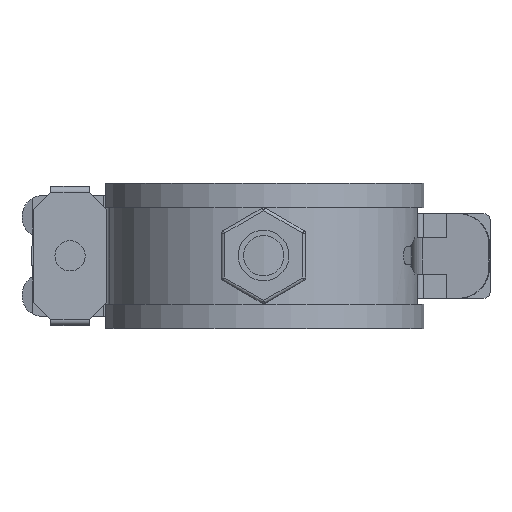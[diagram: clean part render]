
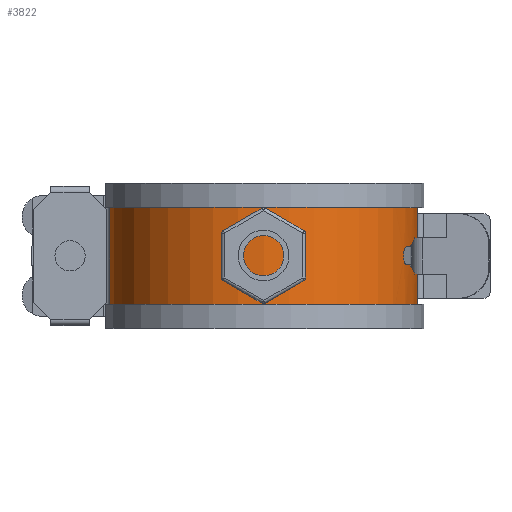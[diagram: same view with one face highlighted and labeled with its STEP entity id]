
A CAD part, top view. The second image highlights one B-rep face of the part: STEP entity #3822.
In plain terms, the highlighted cylindrical face has radius 25.5 mm (diameter 51 mm), a partial arc.
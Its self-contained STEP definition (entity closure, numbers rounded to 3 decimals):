
#36=B_SPLINE_CURVE_WITH_KNOTS('',3,(#6798,#6799,#6800,#6801),
 .UNSPECIFIED.,.F.,.F.,(4,4),(0.,0.001),.UNSPECIFIED.);
#37=B_SPLINE_CURVE_WITH_KNOTS('',3,(#6803,#6804,#6805,#6806),
 .UNSPECIFIED.,.F.,.F.,(4,4),(0.,1.),.UNSPECIFIED.);
#38=B_SPLINE_CURVE_WITH_KNOTS('',3,(#6808,#6809,#6810,#6811),
 .UNSPECIFIED.,.F.,.F.,(4,4),(0.003,0.005),
 .UNSPECIFIED.);
#42=ELLIPSE('',#4924,28.51,25.5);
#43=ELLIPSE('',#4927,28.51,25.5);
#307=LINE('',#6745,#667);
#308=LINE('',#6753,#668);
#319=LINE('',#6818,#679);
#320=LINE('',#6819,#680);
#321=LINE('',#6820,#681);
#667=VECTOR('',#5484,1000.);
#668=VECTOR('',#5493,1000.);
#679=VECTOR('',#5540,1000.);
#680=VECTOR('',#5541,1000.);
#681=VECTOR('',#5542,1000.);
#1157=ORIENTED_EDGE('',*,*,#2195,.T.);
#1158=ORIENTED_EDGE('',*,*,#2218,.T.);
#1159=ORIENTED_EDGE('',*,*,#2219,.T.);
#1160=ORIENTED_EDGE('',*,*,#2220,.T.);
#1161=ORIENTED_EDGE('',*,*,#2221,.T.);
#1162=ORIENTED_EDGE('',*,*,#2222,.F.);
#1163=ORIENTED_EDGE('',*,*,#2223,.T.);
#1164=ORIENTED_EDGE('',*,*,#2224,.T.);
#1165=ORIENTED_EDGE('',*,*,#2225,.T.);
#1166=ORIENTED_EDGE('',*,*,#2226,.T.);
#1167=ORIENTED_EDGE('',*,*,#2199,.T.);
#1168=ORIENTED_EDGE('',*,*,#2227,.F.);
#1169=ORIENTED_EDGE('',*,*,#2210,.T.);
#1170=ORIENTED_EDGE('',*,*,#2228,.F.);
#1171=ORIENTED_EDGE('',*,*,#2203,.F.);
#1172=ORIENTED_EDGE('',*,*,#2229,.T.);
#2195=EDGE_CURVE('',#2737,#2736,#307,.T.);
#2199=EDGE_CURVE('',#2738,#2739,#308,.T.);
#2203=EDGE_CURVE('',#2740,#2742,#3056,.T.);
#2210=EDGE_CURVE('',#2748,#2749,#3060,.T.);
#2218=EDGE_CURVE('',#2736,#2756,#3064,.T.);
#2219=EDGE_CURVE('',#2756,#2757,#42,.T.);
#2220=EDGE_CURVE('',#2757,#2758,#3065,.T.);
#2221=EDGE_CURVE('',#2758,#2759,#36,.T.);
#2222=EDGE_CURVE('',#2760,#2759,#37,.F.);
#2223=EDGE_CURVE('',#2760,#2761,#38,.T.);
#2224=EDGE_CURVE('',#2761,#2762,#3066,.T.);
#2225=EDGE_CURVE('',#2762,#2763,#43,.T.);
#2226=EDGE_CURVE('',#2763,#2738,#3067,.T.);
#2227=EDGE_CURVE('',#2748,#2739,#319,.F.);
#2228=EDGE_CURVE('',#2742,#2749,#320,.T.);
#2229=EDGE_CURVE('',#2740,#2737,#321,.T.);
#2736=VERTEX_POINT('',#6744);
#2737=VERTEX_POINT('',#6746);
#2738=VERTEX_POINT('',#6750);
#2739=VERTEX_POINT('',#6752);
#2740=VERTEX_POINT('',#6759);
#2742=VERTEX_POINT('',#6762);
#2748=VERTEX_POINT('',#6776);
#2749=VERTEX_POINT('',#6777);
#2756=VERTEX_POINT('',#6793);
#2757=VERTEX_POINT('',#6795);
#2758=VERTEX_POINT('',#6797);
#2759=VERTEX_POINT('',#6802);
#2760=VERTEX_POINT('',#6807);
#2761=VERTEX_POINT('',#6812);
#2762=VERTEX_POINT('',#6814);
#2763=VERTEX_POINT('',#6816);
#3056=CIRCLE('',#4913,25.5);
#3060=CIRCLE('',#4918,25.5);
#3064=CIRCLE('',#4923,25.5);
#3065=CIRCLE('',#4925,25.5);
#3066=CIRCLE('',#4926,25.5);
#3067=CIRCLE('',#4928,25.5);
#3236=EDGE_LOOP('',(#1157,#1158,#1159,#1160,#1161,#1162,#1163,#1164,#1165,
#1166,#1167,#1168,#1169,#1170,#1171,#1172));
#3496=FACE_BOUND('',#3236,.T.);
#3735=CYLINDRICAL_SURFACE('',#4922,25.5);
#3822=ADVANCED_FACE('',(#3496),#3735,.T.);
#4913=AXIS2_PLACEMENT_3D('',#6761,#5501,#5502);
#4918=AXIS2_PLACEMENT_3D('',#6775,#5514,#5515);
#4922=AXIS2_PLACEMENT_3D('',#6791,#5526,#5527);
#4923=AXIS2_PLACEMENT_3D('',#6792,#5528,#5529);
#4924=AXIS2_PLACEMENT_3D('',#6794,#5530,#5531);
#4925=AXIS2_PLACEMENT_3D('',#6796,#5532,#5533);
#4926=AXIS2_PLACEMENT_3D('',#6813,#5534,#5535);
#4927=AXIS2_PLACEMENT_3D('',#6815,#5536,#5537);
#4928=AXIS2_PLACEMENT_3D('',#6817,#5538,#5539);
#5484=DIRECTION('',(0.,1.,0.));
#5493=DIRECTION('',(0.,1.,0.));
#5501=DIRECTION('',(0.,-1.,0.));
#5502=DIRECTION('',(1.,0.,0.));
#5514=DIRECTION('',(0.,-1.,0.));
#5515=DIRECTION('',(1.,0.,0.));
#5526=DIRECTION('',(0.,1.,0.));
#5527=DIRECTION('',(0.,0.,1.));
#5528=DIRECTION('',(0.,-1.,0.));
#5529=DIRECTION('',(0.,0.,-1.));
#5530=DIRECTION('',(-0.184,-0.894,0.407));
#5531=DIRECTION('',(-0.369,0.447,0.815));
#5532=DIRECTION('',(0.,-1.,0.));
#5533=DIRECTION('',(0.,0.,-1.));
#5534=DIRECTION('',(0.,1.,0.));
#5535=DIRECTION('',(0.,0.,1.));
#5536=DIRECTION('',(-0.184,0.894,0.407));
#5537=DIRECTION('',(0.369,0.447,-0.815));
#5538=DIRECTION('',(0.,1.,0.));
#5539=DIRECTION('',(0.,0.,1.));
#5540=DIRECTION('',(0.,1.,0.));
#5541=DIRECTION('',(0.,1.,0.));
#5542=DIRECTION('',(0.,1.,0.));
#6744=CARTESIAN_POINT('',(25.427,-3.,1.925));
#6745=CARTESIAN_POINT('',(25.427,-10.,1.925));
#6746=CARTESIAN_POINT('',(25.427,-7.,1.925));
#6750=CARTESIAN_POINT('',(25.427,3.,1.925));
#6752=CARTESIAN_POINT('',(25.427,7.,1.925));
#6753=CARTESIAN_POINT('',(25.427,-10.,1.925));
#6759=CARTESIAN_POINT('',(25.427,-10.,1.925));
#6761=CARTESIAN_POINT('',(0.,-10.,0.));
#6762=CARTESIAN_POINT('',(-25.427,-10.,1.925));
#6775=CARTESIAN_POINT('',(0.,10.,0.));
#6776=CARTESIAN_POINT('',(25.427,10.,1.925));
#6777=CARTESIAN_POINT('',(-25.427,10.,1.925));
#6791=CARTESIAN_POINT('',(0.,-10.,0.));
#6792=CARTESIAN_POINT('',(0.,-3.,0.));
#6793=CARTESIAN_POINT('',(25.,-3.,5.024));
#6794=CARTESIAN_POINT('',(0.,-0.134,0.));
#6795=CARTESIAN_POINT('',(24.224,-1.5,7.966));
#6796=CARTESIAN_POINT('',(0.,-1.5,0.));
#6797=CARTESIAN_POINT('',(23.712,-1.5,9.381));
#6798=CARTESIAN_POINT('',(23.712,-1.5,9.381));
#6799=CARTESIAN_POINT('',(23.533,-1.5,9.833));
#6800=CARTESIAN_POINT('',(23.345,-1.253,10.264));
#6801=CARTESIAN_POINT('',(23.231,-0.856,10.515));
#6802=CARTESIAN_POINT('',(23.231,-0.856,10.515));
#6803=CARTESIAN_POINT('',(23.231,-0.856,10.515));
#6804=CARTESIAN_POINT('',(23.087,-0.354,10.833));
#6805=CARTESIAN_POINT('',(23.087,0.353,10.833));
#6806=CARTESIAN_POINT('',(23.231,0.856,10.515));
#6807=CARTESIAN_POINT('',(23.231,0.856,10.515));
#6808=CARTESIAN_POINT('',(23.231,0.856,10.515));
#6809=CARTESIAN_POINT('',(23.344,1.249,10.266));
#6810=CARTESIAN_POINT('',(23.533,1.5,9.833));
#6811=CARTESIAN_POINT('',(23.712,1.5,9.381));
#6812=CARTESIAN_POINT('',(23.712,1.5,9.381));
#6813=CARTESIAN_POINT('',(0.,1.5,0.));
#6814=CARTESIAN_POINT('',(24.224,1.5,7.966));
#6815=CARTESIAN_POINT('',(0.,0.134,0.));
#6816=CARTESIAN_POINT('',(25.,3.,5.024));
#6817=CARTESIAN_POINT('',(0.,3.,0.));
#6818=CARTESIAN_POINT('',(25.427,-10.,1.925));
#6819=CARTESIAN_POINT('',(-25.427,-10.,1.925));
#6820=CARTESIAN_POINT('',(25.427,-10.,1.925));
